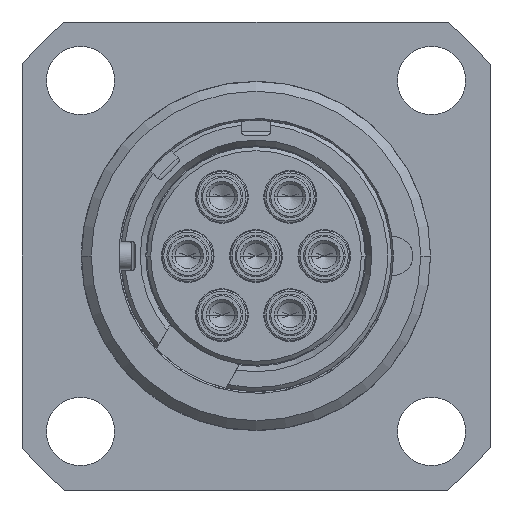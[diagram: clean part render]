
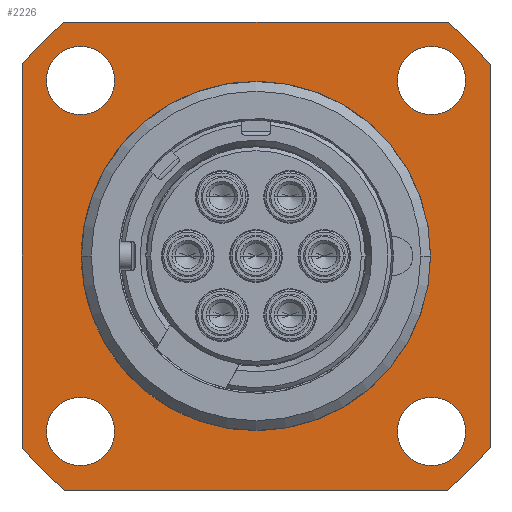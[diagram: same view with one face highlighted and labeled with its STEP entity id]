
A CAD part, left-side view. The second image highlights one B-rep face of the part: STEP entity #2226.
In plain terms, the highlighted planar face has unit normal (-1, 0, 0).
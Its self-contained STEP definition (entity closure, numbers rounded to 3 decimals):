
#182=CARTESIAN_POINT('',(5.6,0.,0.));
#183=DIRECTION('',(-1.,0.,0.));
#184=DIRECTION('',(0.,0.997,-0.078));
#185=AXIS2_PLACEMENT_3D('',#182,#183,#184);
#370=DIRECTION('',(0.,0.,1.));
#371=VECTOR('',#370,19.621);
#372=CARTESIAN_POINT('',(5.6,-12.,-9.811));
#373=LINE('282',#372,#371);
#377=CARTESIAN_POINT('',(5.6,0.,0.));
#378=DIRECTION('',(-1.,0.,0.));
#379=DIRECTION('',(0.,-0.633,-0.774));
#380=AXIS2_PLACEMENT_3D('',#377,#378,#379);
#385=DIRECTION('',(0.,-1.,0.));
#386=VECTOR('',#385,19.621);
#387=CARTESIAN_POINT('',(5.6,9.811,-12.));
#388=LINE('284',#387,#386);
#392=CARTESIAN_POINT('',(5.6,0.,0.));
#393=DIRECTION('',(-1.,0.,0.));
#394=DIRECTION('',(0.,0.774,-0.633));
#395=AXIS2_PLACEMENT_3D('',#392,#393,#394);
#400=DIRECTION('',(0.,0.,-1.));
#401=VECTOR('',#400,19.621);
#402=CARTESIAN_POINT('',(5.6,12.,9.811));
#403=LINE('286',#402,#401);
#407=CARTESIAN_POINT('',(5.6,0.,0.));
#408=DIRECTION('',(-1.,0.,0.));
#409=DIRECTION('',(0.,0.633,0.774));
#410=AXIS2_PLACEMENT_3D('',#407,#408,#409);
#415=DIRECTION('',(0.,1.,0.));
#416=VECTOR('',#415,19.621);
#417=CARTESIAN_POINT('',(5.6,-9.811,12.));
#418=LINE('288',#417,#416);
#422=CARTESIAN_POINT('',(5.6,0.,0.));
#423=DIRECTION('',(-1.,0.,0.));
#424=DIRECTION('',(0.,-0.774,0.633));
#425=AXIS2_PLACEMENT_3D('',#422,#423,#424);
#430=CARTESIAN_POINT('',(5.6,9.,9.));
#431=DIRECTION('',(1.,0.,0.));
#432=DIRECTION('',(0.,1.,0.));
#433=AXIS2_PLACEMENT_3D('',#430,#431,#432);
#438=CARTESIAN_POINT('',(5.6,9.,9.));
#439=DIRECTION('',(1.,0.,0.));
#440=DIRECTION('',(0.,-1.,0.));
#441=AXIS2_PLACEMENT_3D('',#438,#439,#440);
#446=CARTESIAN_POINT('',(5.6,9.,-9.));
#447=DIRECTION('',(1.,0.,0.));
#448=DIRECTION('',(0.,1.,0.));
#449=AXIS2_PLACEMENT_3D('',#446,#447,#448);
#454=CARTESIAN_POINT('',(5.6,9.,-9.));
#455=DIRECTION('',(1.,0.,0.));
#456=DIRECTION('',(0.,-1.,0.));
#457=AXIS2_PLACEMENT_3D('',#454,#455,#456);
#462=CARTESIAN_POINT('',(5.6,-9.,-9.));
#463=DIRECTION('',(1.,0.,0.));
#464=DIRECTION('',(0.,1.,0.));
#465=AXIS2_PLACEMENT_3D('',#462,#463,#464);
#470=CARTESIAN_POINT('',(5.6,-9.,-9.));
#471=DIRECTION('',(1.,0.,0.));
#472=DIRECTION('',(0.,-1.,0.));
#473=AXIS2_PLACEMENT_3D('',#470,#471,#472);
#478=CARTESIAN_POINT('',(5.6,-9.,9.));
#479=DIRECTION('',(1.,0.,0.));
#480=DIRECTION('',(0.,1.,0.));
#481=AXIS2_PLACEMENT_3D('',#478,#479,#480);
#486=CARTESIAN_POINT('',(5.6,-9.,9.));
#487=DIRECTION('',(1.,0.,0.));
#488=DIRECTION('',(0.,-1.,0.));
#489=AXIS2_PLACEMENT_3D('',#486,#487,#488);
#494=DIRECTION('',(0.,0.,-1.));
#495=VECTOR('',#494,1.4);
#496=CARTESIAN_POINT('',(5.6,8.65,0.7));
#497=LINE('1326',#496,#495);
#573=CARTESIAN_POINT('',(5.6,0.,0.));
#574=DIRECTION('',(-1.,0.,0.));
#575=DIRECTION('',(0.,-1.,0.));
#576=AXIS2_PLACEMENT_3D('',#573,#574,#575);
#656=DIRECTION('',(0.,1.,0.));
#657=VECTOR('',#656,0.273);
#658=CARTESIAN_POINT('',(5.6,8.65,-0.7));
#659=LINE('1330',#658,#657);
#700=DIRECTION('',(0.,1.,0.));
#701=VECTOR('',#700,0.273);
#702=CARTESIAN_POINT('',(5.6,8.65,0.7));
#703=LINE('1329',#702,#701);
#1734=CARTESIAN_POINT('',(5.6,-12.,-9.811));
#1735=CARTESIAN_POINT('',(5.6,-12.,9.811));
#1736=VERTEX_POINT('',#1734);
#1737=VERTEX_POINT('',#1735);
#1738=CARTESIAN_POINT('',(5.6,-9.811,-12.));
#1739=VERTEX_POINT('',#1738);
#1740=CARTESIAN_POINT('',(5.6,9.811,-12.));
#1741=VERTEX_POINT('',#1740);
#1742=CARTESIAN_POINT('',(5.6,12.,-9.811));
#1743=VERTEX_POINT('',#1742);
#1744=CARTESIAN_POINT('',(5.6,12.,9.811));
#1745=VERTEX_POINT('',#1744);
#1746=CARTESIAN_POINT('',(5.6,9.811,12.));
#1747=VERTEX_POINT('',#1746);
#1748=CARTESIAN_POINT('',(5.6,-9.811,12.));
#1749=VERTEX_POINT('',#1748);
#1758=CARTESIAN_POINT('',(5.6,-8.95,0.));
#1759=VERTEX_POINT('',#1758);
#1764=CARTESIAN_POINT('',(5.6,10.75,9.));
#1765=CARTESIAN_POINT('',(5.6,7.25,9.));
#1766=VERTEX_POINT('',#1764);
#1767=VERTEX_POINT('',#1765);
#1772=CARTESIAN_POINT('',(5.6,10.75,-9.));
#1773=CARTESIAN_POINT('',(5.6,7.25,-9.));
#1774=VERTEX_POINT('',#1772);
#1775=VERTEX_POINT('',#1773);
#1780=CARTESIAN_POINT('',(5.6,-7.25,-9.));
#1781=CARTESIAN_POINT('',(5.6,-10.75,-9.));
#1782=VERTEX_POINT('',#1780);
#1783=VERTEX_POINT('',#1781);
#1788=CARTESIAN_POINT('',(5.6,-7.25,9.));
#1789=CARTESIAN_POINT('',(5.6,-10.75,9.));
#1790=VERTEX_POINT('',#1788);
#1791=VERTEX_POINT('',#1789);
#1876=CARTESIAN_POINT('',(5.6,8.65,0.7));
#1878=VERTEX_POINT('',#1876);
#1880=CARTESIAN_POINT('',(5.6,8.65,-0.7));
#1882=VERTEX_POINT('',#1880);
#1883=CARTESIAN_POINT('',(5.6,8.923,0.7));
#1884=VERTEX_POINT('',#1883);
#1885=CARTESIAN_POINT('',(5.6,8.923,-0.7));
#1886=VERTEX_POINT('',#1885);
#2176=CARTESIAN_POINT('',(5.6,0.,0.));
#2177=DIRECTION('',(1.,0.,0.));
#2178=DIRECTION('',(0.,0.,-1.));
#2179=AXIS2_PLACEMENT_3D('',#2176,#2177,#2178);
#2180=PLANE('281',#2179);
#2181=ORIENTED_EDGE('282',*,*,#2072,.F.);
#2182=ORIENTED_EDGE('283',*,*,#2087,.F.);
#2183=ORIENTED_EDGE('284',*,*,#2101,.F.);
#2184=ORIENTED_EDGE('285',*,*,#2115,.F.);
#2185=ORIENTED_EDGE('286',*,*,#2129,.F.);
#2186=ORIENTED_EDGE('287',*,*,#2143,.F.);
#2187=ORIENTED_EDGE('288',*,*,#2157,.F.);
#2188=ORIENTED_EDGE('289',*,*,#2170,.F.);
#2189=EDGE_LOOP('281',(#2181,#2182,#2183,#2184,#2185,#2186,#2187,#2188));
#2190=FACE_OUTER_BOUND('281',#2189,.F.);
#2192=ORIENTED_EDGE('414',*,*,#2191,.F.);
#2194=ORIENTED_EDGE('415',*,*,#2193,.F.);
#2195=EDGE_LOOP('281',(#2192,#2194));
#2196=FACE_BOUND('281',#2195,.F.);
#2198=ORIENTED_EDGE('433',*,*,#2197,.F.);
#2200=ORIENTED_EDGE('434',*,*,#2199,.F.);
#2201=EDGE_LOOP('281',(#2198,#2200));
#2202=FACE_BOUND('281',#2201,.F.);
#2204=ORIENTED_EDGE('452',*,*,#2203,.F.);
#2206=ORIENTED_EDGE('453',*,*,#2205,.F.);
#2207=EDGE_LOOP('281',(#2204,#2206));
#2208=FACE_BOUND('281',#2207,.F.);
#2210=ORIENTED_EDGE('471',*,*,#2209,.F.);
#2212=ORIENTED_EDGE('472',*,*,#2211,.F.);
#2213=EDGE_LOOP('281',(#2210,#2212));
#2214=FACE_BOUND('281',#2213,.F.);
#2216=ORIENTED_EDGE('1435',*,*,#2215,.T.);
#2218=ORIENTED_EDGE('1329',*,*,#2217,.F.);
#2220=ORIENTED_EDGE('1326',*,*,#2219,.T.);
#2222=ORIENTED_EDGE('1330',*,*,#2221,.T.);
#2223=ORIENTED_EDGE('1436',*,*,#2006,.T.);
#2224=EDGE_LOOP('281',(#2216,#2218,#2220,#2222,#2223));
#2225=FACE_BOUND('281',#2224,.F.);
#2226=ADVANCED_FACE('281',(#2190,#2196,#2202,#2208,#2214,#2225),#2180,.F.);
#186=CIRCLE('1436',#185,8.95);
#381=CIRCLE('283',#380,15.5);
#396=CIRCLE('285',#395,15.5);
#411=CIRCLE('287',#410,15.5);
#426=CIRCLE('289',#425,15.5);
#434=CIRCLE('414',#433,1.75);
#442=CIRCLE('415',#441,1.75);
#450=CIRCLE('433',#449,1.75);
#458=CIRCLE('434',#457,1.75);
#466=CIRCLE('452',#465,1.75);
#474=CIRCLE('453',#473,1.75);
#482=CIRCLE('471',#481,1.75);
#490=CIRCLE('472',#489,1.75);
#577=CIRCLE('1435',#576,8.95);
#2006=EDGE_CURVE('1436',#1886,#1759,#186,.T.);
#2072=EDGE_CURVE('282',#1736,#1737,#373,.T.);
#2087=EDGE_CURVE('283',#1739,#1736,#381,.T.);
#2101=EDGE_CURVE('284',#1741,#1739,#388,.T.);
#2115=EDGE_CURVE('285',#1743,#1741,#396,.T.);
#2129=EDGE_CURVE('286',#1745,#1743,#403,.T.);
#2143=EDGE_CURVE('287',#1747,#1745,#411,.T.);
#2157=EDGE_CURVE('288',#1749,#1747,#418,.T.);
#2170=EDGE_CURVE('289',#1737,#1749,#426,.T.);
#2191=EDGE_CURVE('414',#1766,#1767,#434,.T.);
#2193=EDGE_CURVE('415',#1767,#1766,#442,.T.);
#2197=EDGE_CURVE('433',#1774,#1775,#450,.T.);
#2199=EDGE_CURVE('434',#1775,#1774,#458,.T.);
#2203=EDGE_CURVE('452',#1782,#1783,#466,.T.);
#2205=EDGE_CURVE('453',#1783,#1782,#474,.T.);
#2209=EDGE_CURVE('471',#1790,#1791,#482,.T.);
#2211=EDGE_CURVE('472',#1791,#1790,#490,.T.);
#2215=EDGE_CURVE('1435',#1759,#1884,#577,.T.);
#2217=EDGE_CURVE('1329',#1878,#1884,#703,.T.);
#2219=EDGE_CURVE('1326',#1878,#1882,#497,.T.);
#2221=EDGE_CURVE('1330',#1882,#1886,#659,.T.);
